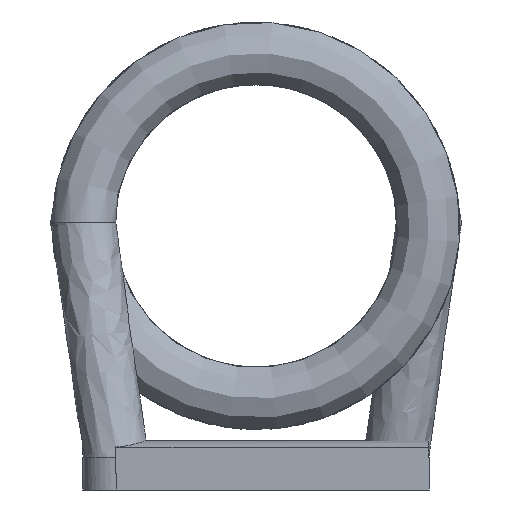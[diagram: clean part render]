
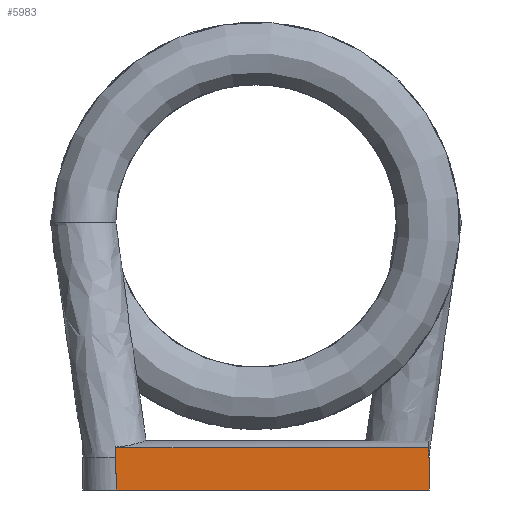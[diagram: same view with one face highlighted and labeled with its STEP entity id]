
A CAD part, left-side view. The second image highlights one B-rep face of the part: STEP entity #5983.
In plain terms, the highlighted planar face has unit normal (-1, 0, 0).
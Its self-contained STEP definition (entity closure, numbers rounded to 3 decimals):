
#5340 = VERTEX_POINT('',#5341);
#5341 = CARTESIAN_POINT('',(-6.375,2.32,0.54));
#5637 = VERTEX_POINT('',#5638);
#5638 = CARTESIAN_POINT('',(-6.375,-2.86,0.702));
#5645 = EDGE_CURVE('',#5646,#5637,#5648,.T.);
#5646 = VERTEX_POINT('',#5647);
#5647 = CARTESIAN_POINT('',(-6.375,2.32,0.702));
#5648 = LINE('',#5649,#5650);
#5649 = CARTESIAN_POINT('',(-6.375,2.32,0.702));
#5650 = VECTOR('',#5651,1.);
#5651 = DIRECTION('',(0.,-1.,0.));
#5669 = EDGE_CURVE('',#5646,#5340,#5670,.T.);
#5670 = LINE('',#5671,#5672);
#5671 = CARTESIAN_POINT('',(-6.375,2.32,0.702));
#5672 = VECTOR('',#5673,1.);
#5673 = DIRECTION('',(0.,0.,-1.));
#5719 = EDGE_CURVE('',#5340,#5720,#5722,.T.);
#5720 = VERTEX_POINT('',#5721);
#5721 = CARTESIAN_POINT('',(-6.375,2.32,0.27));
#5722 = LINE('',#5723,#5724);
#5723 = CARTESIAN_POINT('',(-6.375,2.32,0.702));
#5724 = VECTOR('',#5725,1.);
#5725 = DIRECTION('',(0.,0.,-1.));
#5983 = ADVANCED_FACE('',(#5984),#6035,.F.);
#5984 = FACE_BOUND('',#5985,.F.);
#5985 = EDGE_LOOP('',(#5986,#5987,#5988,#5996,#6004,#6012,#6020,#6028,
#6034));
#5986 = ORIENTED_EDGE('',*,*,#5669,.F.);
#5987 = ORIENTED_EDGE('',*,*,#5645,.T.);
#5988 = ORIENTED_EDGE('',*,*,#5989,.T.);
#5989 = EDGE_CURVE('',#5637,#5990,#5992,.T.);
#5990 = VERTEX_POINT('',#5991);
#5991 = CARTESIAN_POINT('',(-6.375,-2.86,0.54));
#5992 = LINE('',#5993,#5994);
#5993 = CARTESIAN_POINT('',(-6.375,-2.86,0.702));
#5994 = VECTOR('',#5995,1.);
#5995 = DIRECTION('',(0.,0.,-1.));
#5996 = ORIENTED_EDGE('',*,*,#5997,.F.);
#5997 = EDGE_CURVE('',#5998,#5990,#6000,.T.);
#5998 = VERTEX_POINT('',#5999);
#5999 = CARTESIAN_POINT('',(-6.375,-2.87,0.54));
#6000 = LINE('',#6001,#6002);
#6001 = CARTESIAN_POINT('',(-6.375,-2.87,0.54));
#6002 = VECTOR('',#6003,1.);
#6003 = DIRECTION('',(0.,1.,0.));
#6004 = ORIENTED_EDGE('',*,*,#6005,.F.);
#6005 = EDGE_CURVE('',#6006,#5998,#6008,.T.);
#6006 = VERTEX_POINT('',#6007);
#6007 = CARTESIAN_POINT('',(-6.375,-2.87,0.));
#6008 = LINE('',#6009,#6010);
#6009 = CARTESIAN_POINT('',(-6.375,-2.87,0.));
#6010 = VECTOR('',#6011,1.);
#6011 = DIRECTION('',(0.,0.,1.));
#6012 = ORIENTED_EDGE('',*,*,#6013,.T.);
#6013 = EDGE_CURVE('',#6006,#6014,#6016,.T.);
#6014 = VERTEX_POINT('',#6015);
#6015 = CARTESIAN_POINT('',(-6.375,2.31,0.));
#6016 = LINE('',#6017,#6018);
#6017 = CARTESIAN_POINT('',(-6.375,-2.87,0.));
#6018 = VECTOR('',#6019,1.);
#6019 = DIRECTION('',(0.,1.,0.));
#6020 = ORIENTED_EDGE('',*,*,#6021,.T.);
#6021 = EDGE_CURVE('',#6014,#6022,#6024,.T.);
#6022 = VERTEX_POINT('',#6023);
#6023 = CARTESIAN_POINT('',(-6.375,2.31,0.27));
#6024 = LINE('',#6025,#6026);
#6025 = CARTESIAN_POINT('',(-6.375,2.31,0.));
#6026 = VECTOR('',#6027,1.);
#6027 = DIRECTION('',(0.,0.,1.));
#6028 = ORIENTED_EDGE('',*,*,#6029,.F.);
#6029 = EDGE_CURVE('',#5720,#6022,#6030,.T.);
#6030 = LINE('',#6031,#6032);
#6031 = CARTESIAN_POINT('',(-6.375,2.32,0.27));
#6032 = VECTOR('',#6033,1.);
#6033 = DIRECTION('',(0.,-1.,0.));
#6034 = ORIENTED_EDGE('',*,*,#5719,.F.);
#6035 = PLANE('',#6036);
#6036 = AXIS2_PLACEMENT_3D('',#6037,#6038,#6039);
#6037 = CARTESIAN_POINT('',(-6.375,2.32,0.702));
#6038 = DIRECTION('',(1.,0.,0.));
#6039 = DIRECTION('',(0.,0.,-1.));
